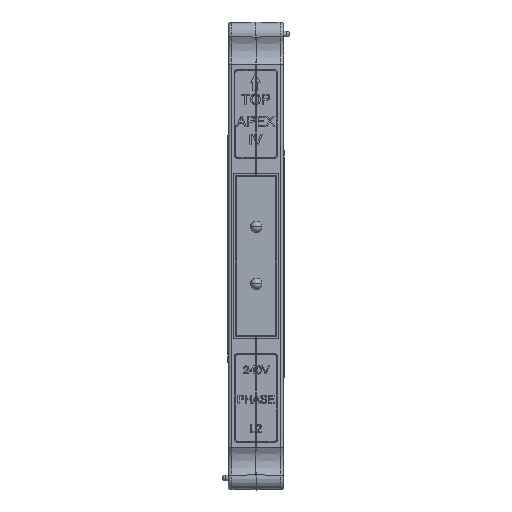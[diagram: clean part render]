
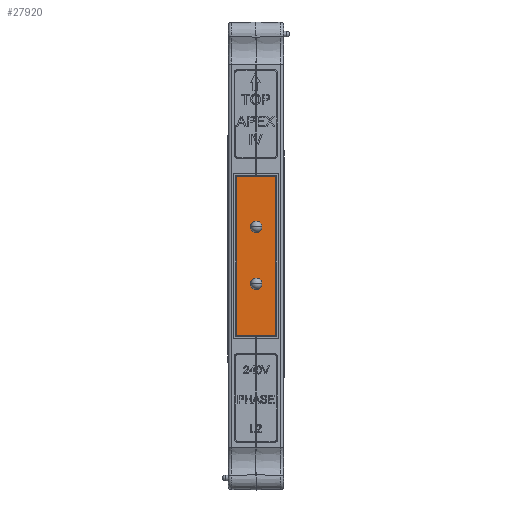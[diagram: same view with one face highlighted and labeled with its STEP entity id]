
A CAD part, top view. The second image highlights one B-rep face of the part: STEP entity #27920.
In plain terms, the highlighted planar face has unit normal (0, 0, 1).
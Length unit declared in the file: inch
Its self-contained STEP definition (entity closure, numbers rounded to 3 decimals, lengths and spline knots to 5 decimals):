
#35 = DIRECTION ( 'NONE',  ( 0., -1., 0. ) ) ;
#142 = VERTEX_POINT ( 'NONE', #31369 ) ;
#320 = DIRECTION ( 'NONE',  ( 1., 0., 0. ) ) ;
#689 = CARTESIAN_POINT ( 'NONE',  ( -1.38975, 0.6032, 0.04 ) ) ;
#1113 = CIRCLE ( 'NONE', #29012, 0.1 ) ;
#4504 = CARTESIAN_POINT ( 'NONE',  ( -1.28975, -0.3968, 0.04 ) ) ;
#5279 = CARTESIAN_POINT ( 'NONE',  ( -1.28975, 0.6032, 0.04 ) ) ;
#6245 = CIRCLE ( 'NONE', #23155, 0.1 ) ;
#6269 = EDGE_CURVE ( 'NONE', #142, #29384, #40709, .T. ) ;
#6908 = ORIENTED_EDGE ( 'NONE', *, *, #35260, .F. ) ;
#9167 = ORIENTED_EDGE ( 'NONE', *, *, #16312, .F. ) ;
#9173 = EDGE_CURVE ( 'NONE', #50085, #14509, #26834, .T. ) ;
#9606 = CARTESIAN_POINT ( 'NONE',  ( -1.28975, 0.6032, 0.04 ) ) ;
#9679 = VECTOR ( 'NONE', #40381, 39.37008 ) ;
#10120 = ORIENTED_EDGE ( 'NONE', *, *, #16016, .T. ) ;
#11194 = CARTESIAN_POINT ( 'NONE',  ( -1.18975, -0.3968, 0.04 ) ) ;
#12065 = CARTESIAN_POINT ( 'NONE',  ( -1.18975, 0.6032, 0.04 ) ) ;
#12159 = FACE_BOUND ( 'NONE', #33593, .T. ) ;
#13599 = DIRECTION ( 'NONE',  ( 0., 0., 1. ) ) ;
#13694 = CARTESIAN_POINT ( 'NONE',  ( -1.68475, -1.35778, 0.04 ) ) ;
#13769 = VECTOR ( 'NONE', #46957, 39.37008 ) ;
#14509 = VERTEX_POINT ( 'NONE', #16647 ) ;
#15427 = LINE ( 'NONE', #20856, #18086 ) ;
#15569 = CARTESIAN_POINT ( 'NONE',  ( -0.89475, -1.35778, 0.04 ) ) ;
#16016 = EDGE_CURVE ( 'NONE', #14509, #50085, #6245, .T. ) ;
#16312 = EDGE_CURVE ( 'NONE', #142, #44778, #15427, .T. ) ;
#16647 = CARTESIAN_POINT ( 'NONE',  ( -1.38975, -0.3968, 0.04 ) ) ;
#17448 = DIRECTION ( 'NONE',  ( 0., 0., -1. ) ) ;
#18086 = VECTOR ( 'NONE', #29890, 39.37008 ) ;
#20856 = CARTESIAN_POINT ( 'NONE',  ( -1.68475, 1.53222, 0.04 ) ) ;
#21020 = DIRECTION ( 'NONE',  ( -1., 0., 0. ) ) ;
#23155 = AXIS2_PLACEMENT_3D ( 'NONE', #28047, #36451, #24000 ) ;
#23438 = FACE_OUTER_BOUND ( 'NONE', #53790, .T. ) ;
#23567 = EDGE_CURVE ( 'NONE', #31773, #53837, #31014, .T. ) ;
#24000 = DIRECTION ( 'NONE',  ( -1., 0., 0. ) ) ;
#25048 = LINE ( 'NONE', #25695, #13769 ) ;
#25688 = AXIS2_PLACEMENT_3D ( 'NONE', #9606, #30910, #35178 ) ;
#25695 = CARTESIAN_POINT ( 'NONE',  ( -0.89475, -1.35778, 0.04 ) ) ;
#26834 = CIRCLE ( 'NONE', #48180, 0.1 ) ;
#27662 = CARTESIAN_POINT ( 'NONE',  ( -0.89475, 1.53222, 0.04 ) ) ;
#27920 = ADVANCED_FACE ( 'NONE', ( #23438, #12159, #49906 ), #29308, .F. ) ;
#28047 = CARTESIAN_POINT ( 'NONE',  ( -1.28975, -0.3968, 0.04 ) ) ;
#29012 = AXIS2_PLACEMENT_3D ( 'NONE', #5279, #13599, #320 ) ;
#29273 = ORIENTED_EDGE ( 'NONE', *, *, #23567, .F. ) ;
#29308 = PLANE ( 'NONE',  #42853 ) ;
#29384 = VERTEX_POINT ( 'NONE', #13694 ) ;
#29890 = DIRECTION ( 'NONE',  ( 1., 0., 0. ) ) ;
#30910 = DIRECTION ( 'NONE',  ( 0., 0., 1. ) ) ;
#31014 = CIRCLE ( 'NONE', #25688, 0.1 ) ;
#31369 = CARTESIAN_POINT ( 'NONE',  ( -1.68475, 1.53222, 0.04 ) ) ;
#31773 = VERTEX_POINT ( 'NONE', #689 ) ;
#32799 = VERTEX_POINT ( 'NONE', #42917 ) ;
#33593 = EDGE_LOOP ( 'NONE', ( #6908, #29273 ) ) ;
#34817 = ORIENTED_EDGE ( 'NONE', *, *, #43325, .T. ) ;
#35178 = DIRECTION ( 'NONE',  ( 1., 0., 0. ) ) ;
#35260 = EDGE_CURVE ( 'NONE', #53837, #31773, #1113, .T. ) ;
#35442 = VECTOR ( 'NONE', #35, 39.37008 ) ;
#36451 = DIRECTION ( 'NONE',  ( 0., 0., -1. ) ) ;
#36489 = ORIENTED_EDGE ( 'NONE', *, *, #9173, .T. ) ;
#37363 = EDGE_CURVE ( 'NONE', #32799, #29384, #25048, .T. ) ;
#38378 = DIRECTION ( 'NONE',  ( 0., 0., -1. ) ) ;
#40381 = DIRECTION ( 'NONE',  ( 0., 1., 0. ) ) ;
#40709 = LINE ( 'NONE', #45899, #35442 ) ;
#41704 = DIRECTION ( 'NONE',  ( -1., 0., 0. ) ) ;
#42853 = AXIS2_PLACEMENT_3D ( 'NONE', #51099, #17448, #21020 ) ;
#42917 = CARTESIAN_POINT ( 'NONE',  ( -0.89475, -1.35778, 0.04 ) ) ;
#43325 = EDGE_CURVE ( 'NONE', #32799, #44778, #50724, .T. ) ;
#43627 = ORIENTED_EDGE ( 'NONE', *, *, #37363, .F. ) ;
#44178 = EDGE_LOOP ( 'NONE', ( #36489, #10120 ) ) ;
#44778 = VERTEX_POINT ( 'NONE', #27662 ) ;
#45899 = CARTESIAN_POINT ( 'NONE',  ( -1.68475, 1.53222, 0.04 ) ) ;
#46957 = DIRECTION ( 'NONE',  ( -1., 0., 0. ) ) ;
#48180 = AXIS2_PLACEMENT_3D ( 'NONE', #4504, #38378, #41704 ) ;
#49212 = ORIENTED_EDGE ( 'NONE', *, *, #6269, .T. ) ;
#49906 = FACE_BOUND ( 'NONE', #44178, .T. ) ;
#50085 = VERTEX_POINT ( 'NONE', #11194 ) ;
#50724 = LINE ( 'NONE', #15569, #9679 ) ;
#51099 = CARTESIAN_POINT ( 'NONE',  ( -1.68475, -1.35778, 0.04 ) ) ;
#53790 = EDGE_LOOP ( 'NONE', ( #49212, #43627, #34817, #9167 ) ) ;
#53837 = VERTEX_POINT ( 'NONE', #12065 ) ;
